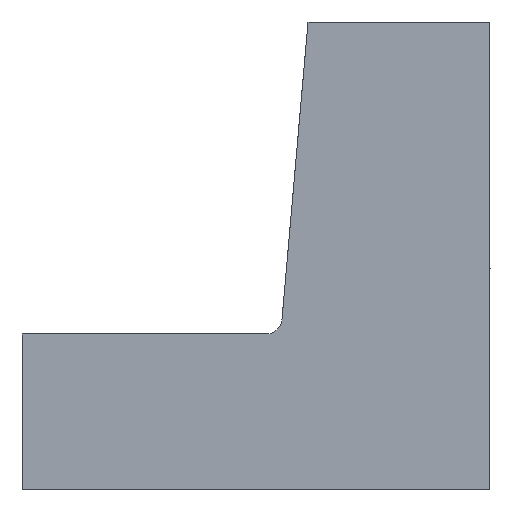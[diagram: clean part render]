
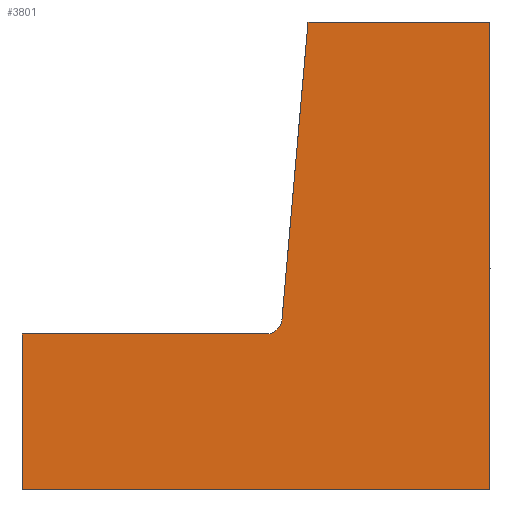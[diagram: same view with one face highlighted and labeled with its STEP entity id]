
A CAD part, front view. The second image highlights one B-rep face of the part: STEP entity #3801.
In plain terms, the highlighted planar face has unit normal (0, -1, 0).
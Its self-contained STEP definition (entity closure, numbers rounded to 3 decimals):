
#2069=VERTEX_POINT('',#6085);
#2591=VERTEX_POINT('',#6669);
#2785=EDGE_CURVE('',#5297,#4085,#6881,.T.);
#3021=VERTEX_POINT('',#7142);
#3241=EDGE_CURVE('',#3021,#4721,#7393,.T.);
#3541=EDGE_CURVE('',#2591,#4847,#7728,.T.);
#3801=ADVANCED_FACE('',(#8016),#8017,.T.);
#3845=EDGE_CURVE('',#4721,#2591,#8064,.T.);
#4085=VERTEX_POINT('',#8329);
#4721=VERTEX_POINT('',#9029);
#4843=EDGE_CURVE('',#2069,#5297,#9159,.T.);
#4847=VERTEX_POINT('',#9163);
#5297=VERTEX_POINT('',#9660);
#5401=EDGE_CURVE('',#4085,#3021,#9776,.T.);
#5687=EDGE_CURVE('',#4847,#2069,#10095,.T.);
#6085=CARTESIAN_POINT('',(29.99,-20.0,32.739));
#6669=CARTESIAN_POINT('',(-20.0,-20.0,30.0));
#6881=LINE('',#11587,#11588);
#7142=CARTESIAN_POINT('',(70.0,-20.0,0.));
#7393=LINE('',#12220,#12221);
#7728=LINE('',#12655,#12656);
#8016=FACE_OUTER_BOUND('',#13042,.T.);
#8017=PLANE('',#13043);
#8064=LINE('',#13104,#13105);
#8329=CARTESIAN_POINT('',(70.0,-20.0,90.0));
#9029=CARTESIAN_POINT('',(-20.0,-20.0,0.0));
#9159=LINE('',#14558,#14559);
#9163=CARTESIAN_POINT('',(27.002,-20.0,30.0));
#9660=CARTESIAN_POINT('',(35.0,-20.0,90.0));
#9776=LINE('',#15340,#15341);
#10095=CIRCLE('',#15750,3.);
#11587=CARTESIAN_POINT('',(70.0,-20.0,90.0));
#11588=VECTOR('',#17448,1.0);
#12220=CARTESIAN_POINT('',(-20.0,-20.0,0.0));
#12221=VECTOR('',#18167,1.0);
#12655=CARTESIAN_POINT('',(27.002,-20.0,30.0));
#12656=VECTOR('',#18666,1.0);
#13042=EDGE_LOOP('',(#19087,#19088,#19089,#19090,#19091,#19092,#19093));
#13043=AXIS2_PLACEMENT_3D('',#19094,#19095,#19096);
#13104=CARTESIAN_POINT('',(-20.0,-20.0,30.0));
#13105=VECTOR('',#19147,1.0);
#14558=CARTESIAN_POINT('',(35.0,-20.0,90.0));
#14559=VECTOR('',#20608,1.0);
#15340=CARTESIAN_POINT('',(70.0,-20.0,0.));
#15341=VECTOR('',#21465,1.0);
#15750=AXIS2_PLACEMENT_3D('',#21915,#21916,#21917);
#17448=DIRECTION('',(1.0,0.0,0.0));
#18167=DIRECTION('',(-1.0,0.0,0.0));
#18666=DIRECTION('',(1.0,0.0,0.0));
#19087=ORIENTED_EDGE('',*,*,#3241,.F.);
#19088=ORIENTED_EDGE('',*,*,#5401,.F.);
#19089=ORIENTED_EDGE('',*,*,#2785,.F.);
#19090=ORIENTED_EDGE('',*,*,#4843,.F.);
#19091=ORIENTED_EDGE('',*,*,#5687,.F.);
#19092=ORIENTED_EDGE('',*,*,#3541,.F.);
#19093=ORIENTED_EDGE('',*,*,#3845,.F.);
#19094=CARTESIAN_POINT('',(33.758,-20.0,35.955));
#19095=DIRECTION('',(0.0,-1.0,0.0));
#19096=DIRECTION('',(1.0,0.0,0.0));
#19147=DIRECTION('',(0.0,0.0,1.0));
#20608=DIRECTION('',(0.087,0.0,0.996));
#21465=DIRECTION('',(0.0,0.0,-1.0));
#21915=CARTESIAN_POINT('',(27.002,-20.0,33.));
#21916=DIRECTION('',(0.0,-1.0,0.0));
#21917=DIRECTION('',(0.996,0.0,-0.087));
